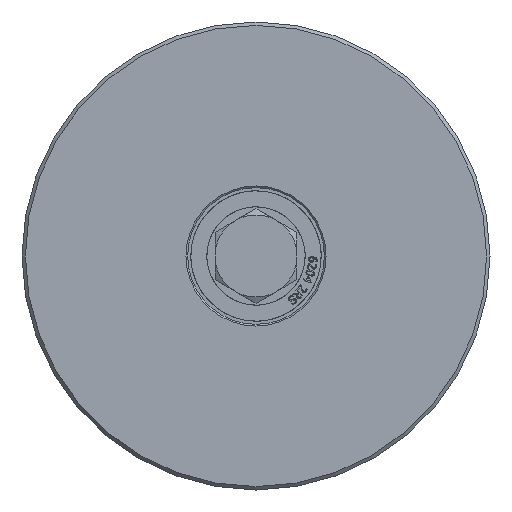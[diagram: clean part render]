
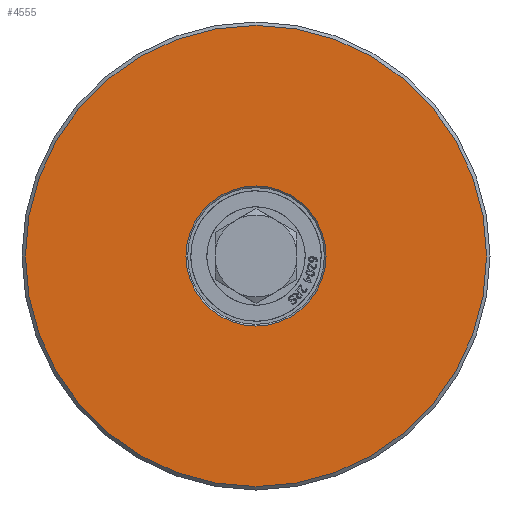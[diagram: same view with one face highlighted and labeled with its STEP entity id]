
A CAD part, left-side view. The second image highlights one B-rep face of the part: STEP entity #4555.
In plain terms, the highlighted planar face has unit normal (-1, 0, 0).
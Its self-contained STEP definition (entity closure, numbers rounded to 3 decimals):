
#432=FACE_BOUND('',#840,.T.);
#484=PLANE('',#5021);
#573=FACE_OUTER_BOUND('',#839,.T.);
#839=EDGE_LOOP('',(#3157));
#840=EDGE_LOOP('',(#3158));
#1701=CIRCLE('',#5015,20.5);
#1706=CIRCLE('',#5022,67.5);
#1942=VERTEX_POINT('',#6645);
#1947=VERTEX_POINT('',#6659);
#2449=EDGE_CURVE('',#1942,#1942,#1701,.T.);
#2456=EDGE_CURVE('',#1947,#1947,#1706,.T.);
#3157=ORIENTED_EDGE('',*,*,#2456,.F.);
#3158=ORIENTED_EDGE('',*,*,#2449,.F.);
#4555=ADVANCED_FACE('',(#573,#432),#484,.T.);
#5015=AXIS2_PLACEMENT_3D('',#6646,#5479,#5480);
#5021=AXIS2_PLACEMENT_3D('',#6658,#5493,#5494);
#5022=AXIS2_PLACEMENT_3D('',#6660,#5495,#5496);
#5479=DIRECTION('center_axis',(-1.,0.,0.));
#5480=DIRECTION('ref_axis',(0.,-1.,0.));
#5493=DIRECTION('center_axis',(-1.,0.,0.));
#5494=DIRECTION('ref_axis',(0.,0.,1.));
#5495=DIRECTION('center_axis',(1.,0.,0.));
#5496=DIRECTION('ref_axis',(0.,-1.,0.));
#6645=CARTESIAN_POINT('',(-15.5,20.5,0.));
#6646=CARTESIAN_POINT('Origin',(-15.5,0.,0.));
#6658=CARTESIAN_POINT('Origin',(-15.5,44.25,0.));
#6659=CARTESIAN_POINT('',(-15.5,67.5,0.));
#6660=CARTESIAN_POINT('Origin',(-15.5,0.,0.));
